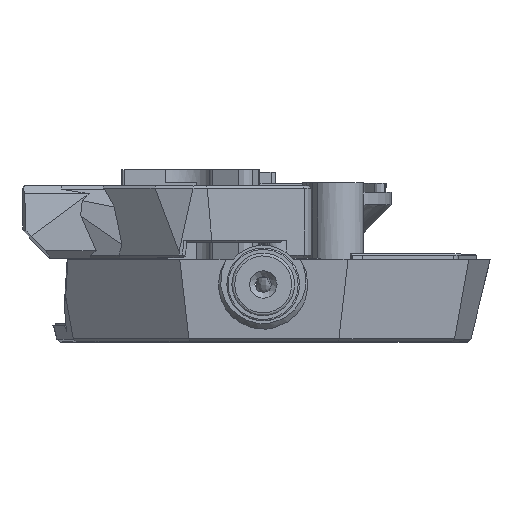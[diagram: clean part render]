
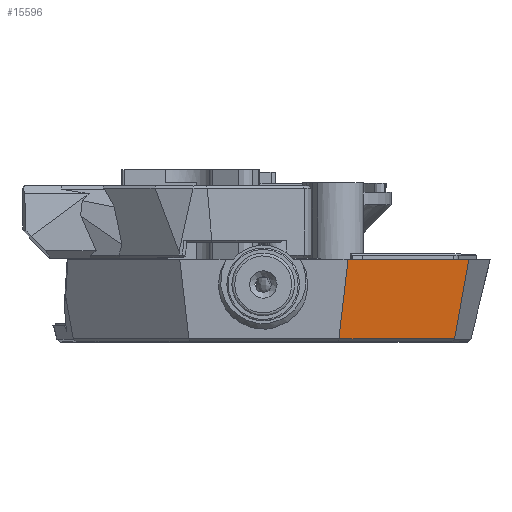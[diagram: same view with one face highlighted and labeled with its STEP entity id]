
A CAD part, top view. The second image highlights one B-rep face of the part: STEP entity #15596.
In plain terms, the highlighted planar face has unit normal (0.622, -0.139, 0.771).
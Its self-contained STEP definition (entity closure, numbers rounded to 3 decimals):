
#892=PLANE('',#16949);
#1814=LINE('',#31919,#3286);
#1844=LINE('',#32074,#3316);
#1948=LINE('',#32674,#3420);
#1953=LINE('',#32681,#3425);
#2029=LINE('',#33022,#3501);
#3286=VECTOR('',#19550,10.);
#3316=VECTOR('',#19648,10.);
#3420=VECTOR('',#20012,10.);
#3425=VECTOR('',#20019,10.);
#3501=VECTOR('',#20235,10.);
#4828=FACE_OUTER_BOUND('',#5748,.T.);
#5748=EDGE_LOOP('',(#13151,#13152,#13153,#13154,#13155));
#7427=VERTEX_POINT('',#31916);
#7428=VERTEX_POINT('',#31918);
#7486=VERTEX_POINT('',#32072);
#7617=VERTEX_POINT('',#32672);
#7618=VERTEX_POINT('',#32673);
#9269=EDGE_CURVE('',#7427,#7428,#1814,.T.);
#9331=EDGE_CURVE('',#7486,#7427,#1844,.T.);
#9520=EDGE_CURVE('',#7617,#7618,#1948,.T.);
#9525=EDGE_CURVE('',#7618,#7486,#1953,.T.);
#9636=EDGE_CURVE('',#7428,#7617,#2029,.T.);
#13151=ORIENTED_EDGE('',*,*,#9525,.F.);
#13152=ORIENTED_EDGE('',*,*,#9520,.F.);
#13153=ORIENTED_EDGE('',*,*,#9636,.F.);
#13154=ORIENTED_EDGE('',*,*,#9269,.F.);
#13155=ORIENTED_EDGE('',*,*,#9331,.F.);
#15596=ADVANCED_FACE('',(#4828),#892,.F.);
#16949=AXIS2_PLACEMENT_3D('',#33021,#20233,#20234);
#19550=DIRECTION('',(0.778,0.,-0.628));
#19648=DIRECTION('',(0.114,0.99,0.087));
#20012=DIRECTION('',(-0.778,0.,0.628));
#20019=DIRECTION('',(-0.606,0.537,0.586));
#20233=DIRECTION('center_axis',(-0.622,0.139,-0.771));
#20234=DIRECTION('ref_axis',(-0.778,0.,0.628));
#20235=DIRECTION('',(-0.176,-0.984,-0.035));
#31916=CARTESIAN_POINT('',(12.181,134.5,190.991));
#31918=CARTESIAN_POINT('',(29.515,134.5,177.003));
#31919=CARTESIAN_POINT('',(21.963,134.5,183.097));
#32072=CARTESIAN_POINT('',(10.865,123.098,189.993));
#32074=CARTESIAN_POINT('',(12.131,134.074,190.954));
#32672=CARTESIAN_POINT('',(27.471,123.096,176.593));
#32673=CARTESIAN_POINT('',(10.868,123.096,189.991));
#32674=CARTESIAN_POINT('',(19.123,123.096,183.329));
#32681=CARTESIAN_POINT('',(9.793,124.048,191.03));
#33021=CARTESIAN_POINT('Origin',(22.252,137.85,183.469));
#33022=CARTESIAN_POINT('',(29.164,132.54,176.933));
